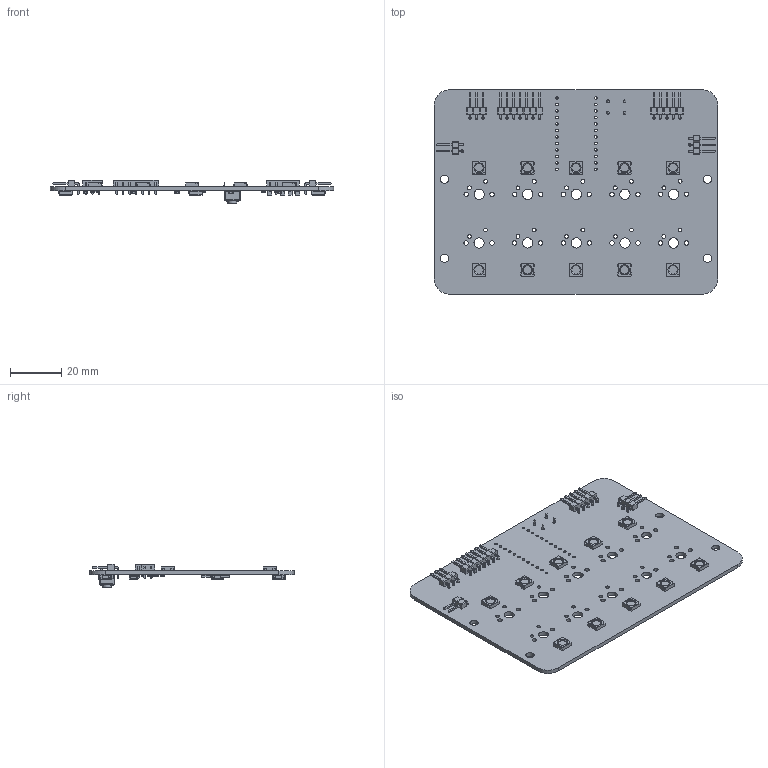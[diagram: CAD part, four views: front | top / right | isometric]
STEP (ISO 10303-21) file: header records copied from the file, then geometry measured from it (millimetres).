
FILE_DESCRIPTION(('KiCad electronic assembly'),'2;1');
FILE_NAME('inkkeys.step','2021-07-06T17:03:50',('An Author'),( 'A Company'),'Open CASCADE STEP processor 7.4', 'KiCad to STEP converter','Unknown');
FILE_SCHEMA(('AUTOMOTIVE_DESIGN { 1 0 10303 214 1 1 1 1 }'));
Length unit declared in the file: millimetre
Products named in the file (20): Open CASCADE STEP translator 7.4 1; SW_PUSH_6mm_H5mm; SOLID; C_1206_3216Metric; LED_WS2812B_PLCC4_5.0x5.0mm_P3.2mm; PinHeader_1x03_P2.54mm_Horizontal; PinHeader_1x05_P2.54mm_Horizontal; PinHeader_1x02_P2.54mm_Horizontal; R_1206_3216Metric; PinHeader_1x07_P2.54mm_Horizontal; D_1206_3216Metric; COMPOUND
Assembly tree (55 placements, depth 3):
  Open CASCADE STEP translator 7.4 1
    SW_PUSH_6mm_H5mm
      SOLID
    C_1206_3216Metric  x4
      SOLID
    LED_WS2812B_PLCC4_5.0x5.0mm_P3.2mm  x15
      SOLID
    PinHeader_1x03_P2.54mm_Horizontal  x2
      SOLID
    PinHeader_1x05_P2.54mm_Horizontal
      SOLID
    PinHeader_1x02_P2.54mm_Horizontal
      SOLID
    R_1206_3216Metric  x10
      SOLID
    PinHeader_1x07_P2.54mm_Horizontal
      SOLID
    D_1206_3216Metric  x10
      SOLID
    COMPOUND
Bounding box: 111 x 80 x 9.24 mm (x, y, z)
Volume: 14900.7 mm3; surface area: 21795.9 mm2
Topology: 46 solids, 46 shells, 2559 faces, 7040 edges, 4591 vertices
Faces by surface type: plane 1778, cylinder 765, cone 15, torus 1
Full cylindrical faces by diameter (mm): 1 x24, 1.016 x24, 1.1 x4, 1.5 x20, 1.7 x20, 3.2 x4, 3.333 x15, 3.5 x1, 4 x10
Entity records: 61746 total; most frequent: CARTESIAN_POINT 10175, DIRECTION 8786, LINE 5782, VECTOR 5782, ORIENTED_EDGE 4438, PCURVE 4438, DEFINITIONAL_REPRESENTATION 4438, EDGE_CURVE 2219
